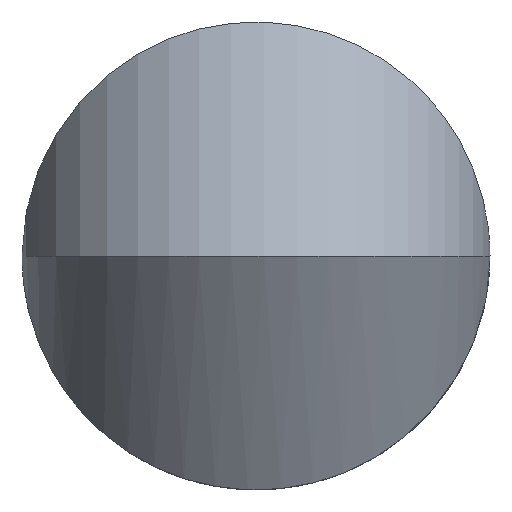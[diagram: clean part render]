
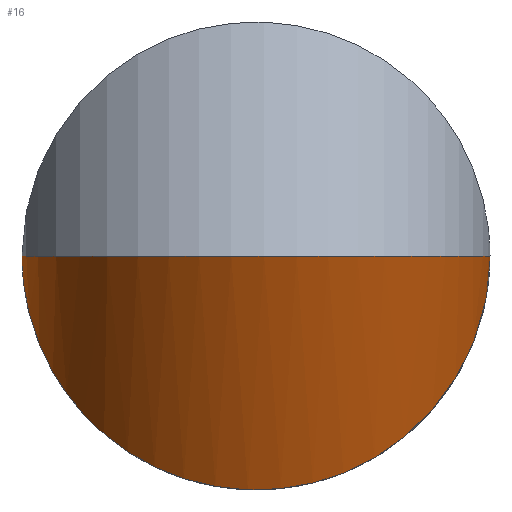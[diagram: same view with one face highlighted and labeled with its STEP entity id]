
A CAD part, left-side view. The second image highlights one B-rep face of the part: STEP entity #16.
In plain terms, the highlighted cylindrical face has radius 12.5 mm (diameter 25 mm), a partial arc.
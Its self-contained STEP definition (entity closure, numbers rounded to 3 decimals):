
#5 = VERTEX_POINT ( 'NONE', #180 ) ;
#9 = CARTESIAN_POINT ( 'NONE',  ( 0., 0., 0. ) ) ;
#10 = DIRECTION ( 'NONE',  ( 0.866, 0., 0.5 ) ) ;
#16 = ADVANCED_FACE ( 'NONE', ( #186 ), #84, .T. ) ;
#23 = EDGE_LOOP ( 'NONE', ( #254, #68 ) ) ;
#29 = DIRECTION ( 'NONE',  ( -0.5, 0., 0.866 ) ) ;
#34 = CARTESIAN_POINT ( 'NONE',  ( 0., 12.5, 0. ) ) ;
#44 = EDGE_CURVE ( 'NONE', #5, #71, #142, .T. ) ;
#52 = CARTESIAN_POINT ( 'NONE',  ( -14.434, -12.5, -25. ) ) ;
#54 = CARTESIAN_POINT ( 'NONE',  ( -28.868, -12.5, 0. ) ) ;
#58 = CARTESIAN_POINT ( 'NONE',  ( -28.868, 12.5, 0. ) ) ;
#68 = ORIENTED_EDGE ( 'NONE', *, *, #44, .F. ) ;
#71 = VERTEX_POINT ( 'NONE', #164 ) ;
#84 = CYLINDRICAL_SURFACE ( 'NONE', #246, 12.5 ) ;
#97 = CARTESIAN_POINT ( 'NONE',  ( 0., -12.5, 0. ) ) ;
#142 =( BOUNDED_CURVE ( )  B_SPLINE_CURVE ( 3, ( #97, #52, #181, #177 ),
 .UNSPECIFIED., .F., .F. ) 
 B_SPLINE_CURVE_WITH_KNOTS ( ( 4, 4 ),
 ( 1.571, 4.712 ),
 .UNSPECIFIED. ) 
 CURVE ( )  GEOMETRIC_REPRESENTATION_ITEM ( )  RATIONAL_B_SPLINE_CURVE ( ( 1., 0.333, 0.333, 1. ) ) 
 REPRESENTATION_ITEM ( '' )  );
#161 =( BOUNDED_CURVE ( )  B_SPLINE_CURVE ( 3, ( #34, #58, #54, #219 ),
 .UNSPECIFIED., .F., .T. ) 
 B_SPLINE_CURVE_WITH_KNOTS ( ( 4, 4 ),
 ( 4.712, 7.854 ),
 .UNSPECIFIED. ) 
 CURVE ( )  GEOMETRIC_REPRESENTATION_ITEM ( )  RATIONAL_B_SPLINE_CURVE ( ( 1., 0.333, 0.333, 1. ) ) 
 REPRESENTATION_ITEM ( '' )  );
#164 = CARTESIAN_POINT ( 'NONE',  ( 0., 12.5, 0. ) ) ;
#177 = CARTESIAN_POINT ( 'NONE',  ( 0., 12.5, 0. ) ) ;
#180 = CARTESIAN_POINT ( 'NONE',  ( 0., -12.5, 0. ) ) ;
#181 = CARTESIAN_POINT ( 'NONE',  ( -14.434, 12.5, -25. ) ) ;
#186 = FACE_OUTER_BOUND ( 'NONE', #23, .T. ) ;
#212 = EDGE_CURVE ( 'NONE', #71, #5, #161, .T. ) ;
#219 = CARTESIAN_POINT ( 'NONE',  ( 0., -12.5, 0. ) ) ;
#246 = AXIS2_PLACEMENT_3D ( 'NONE', #9, #29, #10 ) ;
#254 = ORIENTED_EDGE ( 'NONE', *, *, #212, .F. ) ;
